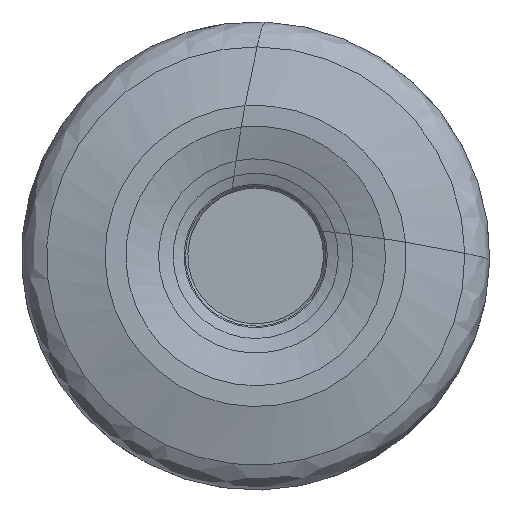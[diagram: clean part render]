
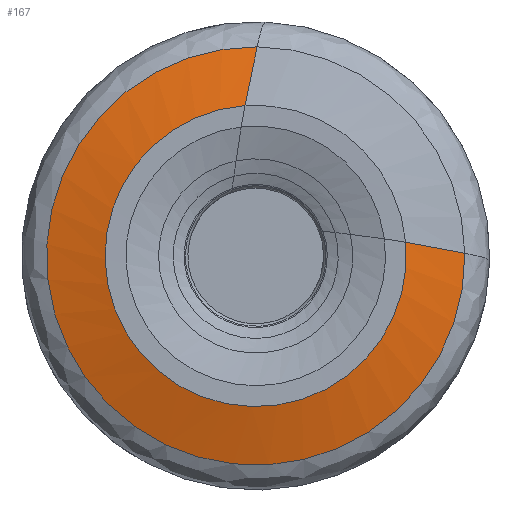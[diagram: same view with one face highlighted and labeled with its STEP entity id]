
A CAD part, left-side view. The second image highlights one B-rep face of the part: STEP entity #167.
In plain terms, the highlighted free-form (B-spline) face has degree [1, 3] with [2, 7] control points.
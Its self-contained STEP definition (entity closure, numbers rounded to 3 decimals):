
#167=ADVANCED_FACE('',(#286),#238,.F.);
#238=(
BOUNDED_SURFACE()
B_SPLINE_SURFACE(1,3,((#1810,#1811,#1812,#1813,#1814,#1815,#1816),(#1817,
#1818,#1819,#1820,#1821,#1822,#1823)),.UNSPECIFIED.,.F.,.F.,.F.)
B_SPLINE_SURFACE_WITH_KNOTS((2,2),(4,3,4),(0.,1.),(0.,0.5,1.),
 .UNSPECIFIED.)
GEOMETRIC_REPRESENTATION_ITEM()
RATIONAL_B_SPLINE_SURFACE(((1.,0.585,0.585,1.,0.585,
0.585,1.),(1.,0.585,0.585,1.,0.585,
0.585,1.)))
REPRESENTATION_ITEM('')
SURFACE()
);
#286=FACE_OUTER_BOUND('',#336,.T.);
#336=EDGE_LOOP('',(#558,#559,#560,#561));
#429=CIRCLE('',#996,5.147);
#430=CIRCLE('',#997,7.145);
#558=ORIENTED_EDGE('',*,*,#844,.F.);
#559=ORIENTED_EDGE('',*,*,#845,.T.);
#560=ORIENTED_EDGE('',*,*,#841,.T.);
#561=ORIENTED_EDGE('',*,*,#846,.T.);
#752=VERTEX_POINT('',#1787);
#753=VERTEX_POINT('',#1788);
#754=VERTEX_POINT('',#1806);
#755=VERTEX_POINT('',#1807);
#841=EDGE_CURVE('',#752,#753,#429,.T.);
#844=EDGE_CURVE('',#754,#755,#430,.T.);
#845=EDGE_CURVE('',#754,#752,#924,.T.);
#846=EDGE_CURVE('',#753,#755,#925,.T.);
#924=LINE('',#1808,#952);
#925=LINE('',#1809,#953);
#952=VECTOR('',#1169,1.);
#953=VECTOR('',#1170,1.);
#996=AXIS2_PLACEMENT_3D('',#1786,#1163,#1164);
#997=AXIS2_PLACEMENT_3D('',#1805,#1167,#1168);
#1163=DIRECTION('',(1.,0.,0.));
#1164=DIRECTION('',(0.,-0.996,0.091));
#1167=DIRECTION('',(1.,0.,0.));
#1168=DIRECTION('',(0.,-1.,0.013));
#1169=DIRECTION('',(-0.249,0.952,0.177));
#1170=DIRECTION('',(0.249,-0.197,0.948));
#1786=CARTESIAN_POINT('',(0.,0.,0.));
#1787=CARTESIAN_POINT('',(0.,-5.126,0.47));
#1788=CARTESIAN_POINT('',(0.,0.366,5.134));
#1805=CARTESIAN_POINT('',(0.528,0.,0.));
#1806=CARTESIAN_POINT('',(0.528,-7.145,0.094));
#1807=CARTESIAN_POINT('',(0.528,-0.051,7.145));
#1808=CARTESIAN_POINT('',(0.,-5.126,0.47));
#1809=CARTESIAN_POINT('',(0.,0.366,5.134));
#1810=CARTESIAN_POINT('',(0.,-5.126,0.47));
#1811=CARTESIAN_POINT('',(0.,-5.621,-4.935));
#1812=CARTESIAN_POINT('',(0.,-0.805,-7.437));
#1813=CARTESIAN_POINT('',(0.,3.332,-3.923));
#1814=CARTESIAN_POINT('',(0.,7.469,-0.409));
#1815=CARTESIAN_POINT('',(0.,5.78,4.749));
#1816=CARTESIAN_POINT('',(0.,0.366,5.134));
#1817=CARTESIAN_POINT('',(0.528,-7.145,0.094));
#1818=CARTESIAN_POINT('',(0.528,-7.244,-7.44));
#1819=CARTESIAN_POINT('',(0.528,-0.306,-10.38));
#1820=CARTESIAN_POINT('',(0.528,5.037,-5.068));
#1821=CARTESIAN_POINT('',(0.528,10.381,0.244));
#1822=CARTESIAN_POINT('',(0.528,7.483,7.199));
#1823=CARTESIAN_POINT('',(0.528,-0.051,7.145));
